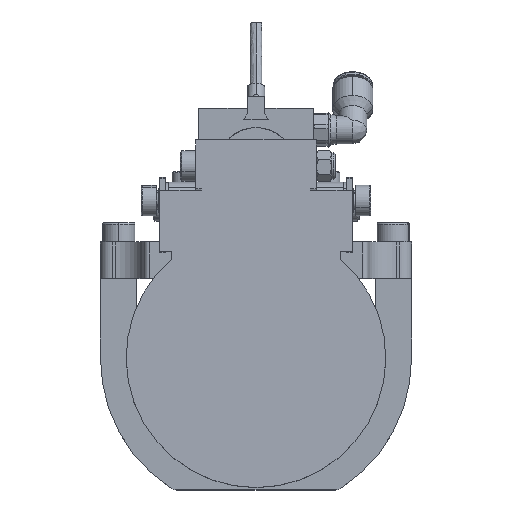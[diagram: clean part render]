
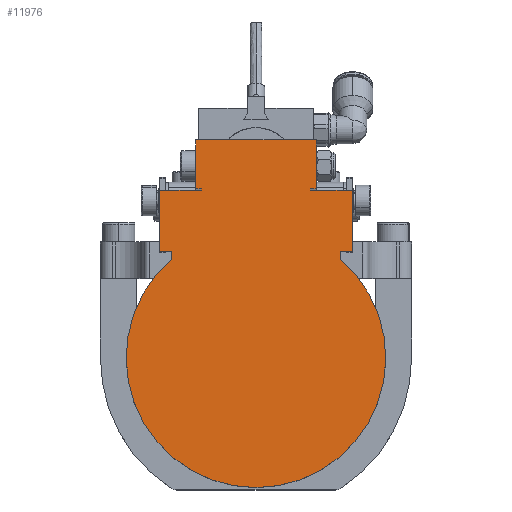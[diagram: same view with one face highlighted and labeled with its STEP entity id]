
A CAD part, top view. The second image highlights one B-rep face of the part: STEP entity #11976.
In plain terms, the highlighted face is planar.
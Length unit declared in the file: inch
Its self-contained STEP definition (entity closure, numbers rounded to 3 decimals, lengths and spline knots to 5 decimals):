
#431 = EDGE_CURVE ( 'NONE', #17558, #32094, #8073, .T. ) ;
#1249 = VECTOR ( 'NONE', #17979, 39.37008 ) ;
#1669 = DIRECTION ( 'NONE',  ( 1., 0., 0. ) ) ;
#2195 = VERTEX_POINT ( 'NONE', #14679 ) ;
#2618 = VERTEX_POINT ( 'NONE', #10224 ) ;
#2978 = CIRCLE ( 'NONE', #12655, 1.335 ) ;
#3389 = VERTEX_POINT ( 'NONE', #22271 ) ;
#3449 = ORIENTED_EDGE ( 'NONE', *, *, #15943, .T. ) ;
#4078 = VECTOR ( 'NONE', #4922, 39.37008 ) ;
#4225 = ORIENTED_EDGE ( 'NONE', *, *, #13981, .T. ) ;
#4634 = VECTOR ( 'NONE', #29721, 39.37008 ) ;
#4922 = DIRECTION ( 'NONE',  ( 0., 1., 0. ) ) ;
#5545 = AXIS2_PLACEMENT_3D ( 'NONE', #27208, #10615, #29997 ) ;
#5819 = EDGE_CURVE ( 'NONE', #7145, #23419, #10690, .T. ) ;
#6344 = ORIENTED_EDGE ( 'NONE', *, *, #30397, .T. ) ;
#6550 = ORIENTED_EDGE ( 'NONE', *, *, #23402, .T. ) ;
#6582 = DIRECTION ( 'NONE',  ( 0., 0., -1. ) ) ;
#7102 = ORIENTED_EDGE ( 'NONE', *, *, #35525, .T. ) ;
#7145 = VERTEX_POINT ( 'NONE', #21511 ) ;
#7158 = EDGE_CURVE ( 'NONE', #10414, #7224, #11488, .T. ) ;
#7224 = VERTEX_POINT ( 'NONE', #10894 ) ;
#7301 = DIRECTION ( 'NONE',  ( 0., -1., 0. ) ) ;
#7500 = CARTESIAN_POINT ( 'NONE',  ( 1.817, 0.56035, 1.74055 ) ) ;
#7549 = CARTESIAN_POINT ( 'NONE',  ( 1.817, 0.991, 1.09555 ) ) ;
#7754 = ORIENTED_EDGE ( 'NONE', *, *, #18593, .T. ) ;
#7854 = ORIENTED_EDGE ( 'NONE', *, *, #23228, .T. ) ;
#7899 = CARTESIAN_POINT ( 'NONE',  ( 1.817, -0.991, 1.09555 ) ) ;
#7938 = VERTEX_POINT ( 'NONE', #16681 ) ;
#7990 = CARTESIAN_POINT ( 'NONE',  ( 1.817, -0.62076, 2.24055 ) ) ;
#8073 = LINE ( 'NONE', #11237, #12867 ) ;
#8328 = LINE ( 'NONE', #9836, #29595 ) ;
#8531 = CARTESIAN_POINT ( 'NONE',  ( 1.817, 0.871, 1.09555 ) ) ;
#9064 = ORIENTED_EDGE ( 'NONE', *, *, #11373, .T. ) ;
#9751 = CARTESIAN_POINT ( 'NONE',  ( 1.817, -0.991, 1.72055 ) ) ;
#9759 = CARTESIAN_POINT ( 'NONE',  ( 1.817, 0.62035, 2.24055 ) ) ;
#9836 = CARTESIAN_POINT ( 'NONE',  ( 1.817, -0.871, 0. ) ) ;
#10056 = CARTESIAN_POINT ( 'NONE',  ( 1.817, 0.871, 0. ) ) ;
#10224 = CARTESIAN_POINT ( 'NONE',  ( 1.817, 0.991, 1.72055 ) ) ;
#10320 = CARTESIAN_POINT ( 'NONE',  ( 1.817, -0.56076, 0. ) ) ;
#10414 = VERTEX_POINT ( 'NONE', #7500 ) ;
#10532 = CARTESIAN_POINT ( 'NONE',  ( 1.817, 0., 1.74055 ) ) ;
#10615 = DIRECTION ( 'NONE',  ( 1., 0., 0. ) ) ;
#10669 = CARTESIAN_POINT ( 'NONE',  ( 1.817, 0., 1.72055 ) ) ;
#10690 = LINE ( 'NONE', #10669, #31080 ) ;
#10745 = CARTESIAN_POINT ( 'NONE',  ( 1.817, -0.871, 1.01172 ) ) ;
#10894 = CARTESIAN_POINT ( 'NONE',  ( 1.817, 0.62035, 1.74055 ) ) ;
#11014 = EDGE_CURVE ( 'NONE', #32094, #2618, #21208, .T. ) ;
#11237 = CARTESIAN_POINT ( 'NONE',  ( 1.817, 0., 1.09555 ) ) ;
#11373 = EDGE_CURVE ( 'NONE', #7224, #15268, #22506, .T. ) ;
#11488 = LINE ( 'NONE', #10532, #4078 ) ;
#11976 = ADVANCED_FACE ( 'NONE', ( #23353 ), #34954, .T. ) ;
#12075 = CARTESIAN_POINT ( 'NONE',  ( 1.817, -0.62076, 0. ) ) ;
#12152 = LINE ( 'NONE', #21084, #18659 ) ;
#12547 = EDGE_CURVE ( 'NONE', #35655, #23419, #18578, .T. ) ;
#12571 = LINE ( 'NONE', #35101, #31213 ) ;
#12655 = AXIS2_PLACEMENT_3D ( 'NONE', #31930, #15273, #34714 ) ;
#12737 = LINE ( 'NONE', #12075, #26590 ) ;
#12867 = VECTOR ( 'NONE', #16917, 39.37008 ) ;
#12902 = DIRECTION ( 'NONE',  ( 0., 0., -1. ) ) ;
#13220 = VECTOR ( 'NONE', #17094, 39.37008 ) ;
#13839 = VERTEX_POINT ( 'NONE', #22587 ) ;
#13981 = EDGE_CURVE ( 'NONE', #27245, #2195, #12737, .T. ) ;
#14222 = CARTESIAN_POINT ( 'NONE',  ( 1.817, -0.871, 1.09555 ) ) ;
#14402 = CIRCLE ( 'NONE', #5545, 1.335 ) ;
#14679 = CARTESIAN_POINT ( 'NONE',  ( 1.817, -0.62076, 1.74055 ) ) ;
#15015 = CARTESIAN_POINT ( 'NONE',  ( 1.817, 0., 1.09555 ) ) ;
#15268 = VERTEX_POINT ( 'NONE', #9759 ) ;
#15273 = DIRECTION ( 'NONE',  ( 1., 0., 0. ) ) ;
#15651 = DIRECTION ( 'NONE',  ( 0., 1., 0. ) ) ;
#15943 = EDGE_CURVE ( 'NONE', #34003, #17376, #8328, .T. ) ;
#16681 = CARTESIAN_POINT ( 'NONE',  ( 1.817, -0.56076, 1.74055 ) ) ;
#16917 = DIRECTION ( 'NONE',  ( 0., 1., 0. ) ) ;
#17094 = DIRECTION ( 'NONE',  ( 0., 0., 1. ) ) ;
#17376 = VERTEX_POINT ( 'NONE', #10745 ) ;
#17406 = EDGE_CURVE ( 'NONE', #2618, #3389, #28632, .T. ) ;
#17558 = VERTEX_POINT ( 'NONE', #8531 ) ;
#17979 = DIRECTION ( 'NONE',  ( 0., 0., 1. ) ) ;
#18091 = VERTEX_POINT ( 'NONE', #25088 ) ;
#18304 = CARTESIAN_POINT ( 'NONE',  ( 1.817, 0., 0. ) ) ;
#18322 = EDGE_CURVE ( 'NONE', #17376, #18091, #2978, .T. ) ;
#18578 = LINE ( 'NONE', #9751, #25937 ) ;
#18593 = EDGE_CURVE ( 'NONE', #2195, #7938, #12571, .T. ) ;
#18659 = VECTOR ( 'NONE', #7301, 39.37008 ) ;
#18845 = CARTESIAN_POINT ( 'NONE',  ( 1.817, 0.991, 1.09555 ) ) ;
#20375 = VECTOR ( 'NONE', #32950, 39.37008 ) ;
#21042 = DIRECTION ( 'NONE',  ( 0., 0., -1. ) ) ;
#21084 = CARTESIAN_POINT ( 'NONE',  ( 1.817, 0., 2.24055 ) ) ;
#21208 = LINE ( 'NONE', #18845, #35173 ) ;
#21511 = CARTESIAN_POINT ( 'NONE',  ( 1.817, -0.56076, 1.72055 ) ) ;
#22271 = CARTESIAN_POINT ( 'NONE',  ( 1.817, 0.56035, 1.72055 ) ) ;
#22401 = CARTESIAN_POINT ( 'NONE',  ( 1.817, 0.56035, 0. ) ) ;
#22506 = LINE ( 'NONE', #31841, #1249 ) ;
#22539 = ORIENTED_EDGE ( 'NONE', *, *, #25783, .T. ) ;
#22587 = CARTESIAN_POINT ( 'NONE',  ( 1.817, 0.871, 1.01172 ) ) ;
#23228 = EDGE_CURVE ( 'NONE', #3389, #10414, #35354, .T. ) ;
#23353 = FACE_OUTER_BOUND ( 'NONE', #29117, .T. ) ;
#23402 = EDGE_CURVE ( 'NONE', #35655, #34003, #25315, .T. ) ;
#23419 = VERTEX_POINT ( 'NONE', #28962 ) ;
#24455 = VECTOR ( 'NONE', #31673, 39.37008 ) ;
#24584 = DIRECTION ( 'NONE',  ( 0., -1., 0. ) ) ;
#24826 = ORIENTED_EDGE ( 'NONE', *, *, #17406, .T. ) ;
#25088 = CARTESIAN_POINT ( 'NONE',  ( 1.817, 0., -1.335 ) ) ;
#25315 = LINE ( 'NONE', #15015, #24455 ) ;
#25783 = EDGE_CURVE ( 'NONE', #13839, #17558, #30430, .T. ) ;
#25791 = ORIENTED_EDGE ( 'NONE', *, *, #33778, .T. ) ;
#25937 = VECTOR ( 'NONE', #26359, 39.37008 ) ;
#26144 = ORIENTED_EDGE ( 'NONE', *, *, #11014, .T. ) ;
#26359 = DIRECTION ( 'NONE',  ( 0., 0., 1. ) ) ;
#26590 = VECTOR ( 'NONE', #6582, 39.37008 ) ;
#26767 = LINE ( 'NONE', #10320, #4634 ) ;
#27208 = CARTESIAN_POINT ( 'NONE',  ( 1.817, 0., 0. ) ) ;
#27245 = VERTEX_POINT ( 'NONE', #7990 ) ;
#28632 = LINE ( 'NONE', #35614, #20375 ) ;
#28736 = ORIENTED_EDGE ( 'NONE', *, *, #18322, .T. ) ;
#28897 = ORIENTED_EDGE ( 'NONE', *, *, #431, .T. ) ;
#28962 = CARTESIAN_POINT ( 'NONE',  ( 1.817, -0.991, 1.72055 ) ) ;
#29117 = EDGE_LOOP ( 'NONE', ( #28897, #26144, #24826, #7854, #34313, #9064, #7102, #4225, #7754, #6344, #34460, #30522, #6550, #3449, #28736, #25791, #22539 ) ) ;
#29465 = DIRECTION ( 'NONE',  ( 0., 0., 1. ) ) ;
#29595 = VECTOR ( 'NONE', #12902, 39.37008 ) ;
#29721 = DIRECTION ( 'NONE',  ( 0., 0., -1. ) ) ;
#29997 = DIRECTION ( 'NONE',  ( 0., 0., -1. ) ) ;
#30141 = DIRECTION ( 'NONE',  ( 0., 0., 1. ) ) ;
#30397 = EDGE_CURVE ( 'NONE', #7938, #7145, #26767, .T. ) ;
#30430 = LINE ( 'NONE', #10056, #31313 ) ;
#30522 = ORIENTED_EDGE ( 'NONE', *, *, #12547, .F. ) ;
#31080 = VECTOR ( 'NONE', #24584, 39.37008 ) ;
#31213 = VECTOR ( 'NONE', #15651, 39.37008 ) ;
#31313 = VECTOR ( 'NONE', #29465, 39.37008 ) ;
#31673 = DIRECTION ( 'NONE',  ( 0., 1., 0. ) ) ;
#31841 = CARTESIAN_POINT ( 'NONE',  ( 1.817, 0.62035, 0. ) ) ;
#31930 = CARTESIAN_POINT ( 'NONE',  ( 1.817, 0., 0. ) ) ;
#32094 = VERTEX_POINT ( 'NONE', #7549 ) ;
#32950 = DIRECTION ( 'NONE',  ( 0., -1., 0. ) ) ;
#33778 = EDGE_CURVE ( 'NONE', #18091, #13839, #14402, .T. ) ;
#34003 = VERTEX_POINT ( 'NONE', #14222 ) ;
#34313 = ORIENTED_EDGE ( 'NONE', *, *, #7158, .T. ) ;
#34460 = ORIENTED_EDGE ( 'NONE', *, *, #5819, .T. ) ;
#34714 = DIRECTION ( 'NONE',  ( 0., 0., -1. ) ) ;
#34954 = PLANE ( 'NONE',  #35435 ) ;
#35101 = CARTESIAN_POINT ( 'NONE',  ( 1.817, 0., 1.74055 ) ) ;
#35173 = VECTOR ( 'NONE', #30141, 39.37008 ) ;
#35354 = LINE ( 'NONE', #22401, #13220 ) ;
#35435 = AXIS2_PLACEMENT_3D ( 'NONE', #18304, #1669, #21042 ) ;
#35525 = EDGE_CURVE ( 'NONE', #15268, #27245, #12152, .T. ) ;
#35614 = CARTESIAN_POINT ( 'NONE',  ( 1.817, 0., 1.72055 ) ) ;
#35655 = VERTEX_POINT ( 'NONE', #7899 ) ;
